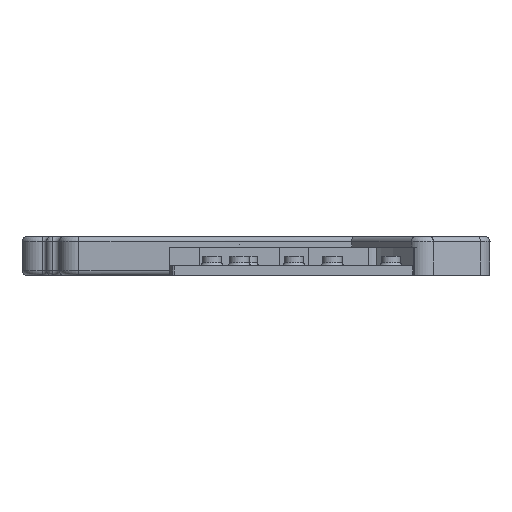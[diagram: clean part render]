
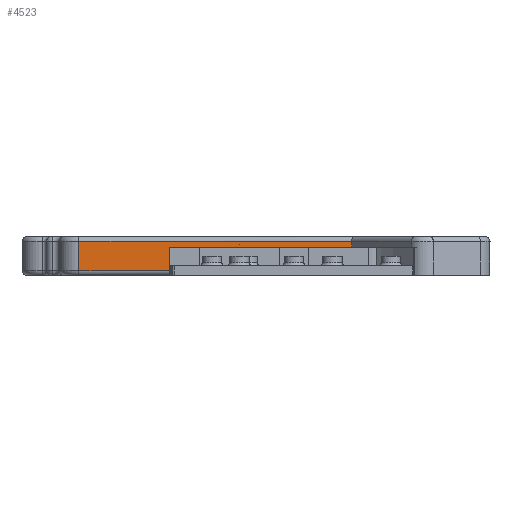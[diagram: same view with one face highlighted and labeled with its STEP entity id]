
A CAD part, left-side view. The second image highlights one B-rep face of the part: STEP entity #4523.
In plain terms, the highlighted planar face has unit normal (-1, 0, 0).
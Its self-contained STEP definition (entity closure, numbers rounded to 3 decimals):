
#764 = EDGE_CURVE('',#765,#767,#769,.T.);
#765 = VERTEX_POINT('',#766);
#766 = CARTESIAN_POINT('',(35.252,-83.477,5.8));
#767 = VERTEX_POINT('',#768);
#768 = CARTESIAN_POINT('',(35.252,-83.477,7.));
#769 = LINE('',#770,#771);
#770 = CARTESIAN_POINT('',(35.252,-83.477,0.));
#771 = VECTOR('',#772,1.);
#772 = DIRECTION('',(0.,0.,1.));
#841 = VERTEX_POINT('',#842);
#842 = CARTESIAN_POINT('',(35.252,-45.849,5.8));
#848 = EDGE_CURVE('',#765,#841,#849,.T.);
#849 = LINE('',#850,#851);
#850 = CARTESIAN_POINT('',(35.252,-72.578,5.8));
#851 = VECTOR('',#852,1.);
#852 = DIRECTION('',(0.,1.,0.));
#3263 = VERTEX_POINT('',#3264);
#3264 = CARTESIAN_POINT('',(35.252,-45.849,1.));
#3271 = EDGE_CURVE('',#3263,#3272,#3274,.T.);
#3272 = VERTEX_POINT('',#3273);
#3273 = CARTESIAN_POINT('',(35.252,-27.102,1.));
#3274 = LINE('',#3275,#3276);
#3275 = CARTESIAN_POINT('',(35.252,-45.849,1.));
#3276 = VECTOR('',#3277,1.);
#3277 = DIRECTION('',(0.,1.,0.));
#4523 = ADVANCED_FACE('',(#4524),#4549,.T.);
#4524 = FACE_BOUND('',#4525,.T.);
#4525 = EDGE_LOOP('',(#4526,#4532,#4533,#4534,#4542,#4548));
#4526 = ORIENTED_EDGE('',*,*,#4527,.T.);
#4527 = EDGE_CURVE('',#3263,#841,#4528,.T.);
#4528 = LINE('',#4529,#4530);
#4529 = CARTESIAN_POINT('',(35.252,-45.849,0.));
#4530 = VECTOR('',#4531,1.);
#4531 = DIRECTION('',(0.,0.,1.));
#4532 = ORIENTED_EDGE('',*,*,#848,.F.);
#4533 = ORIENTED_EDGE('',*,*,#764,.T.);
#4534 = ORIENTED_EDGE('',*,*,#4535,.T.);
#4535 = EDGE_CURVE('',#767,#4536,#4538,.T.);
#4536 = VERTEX_POINT('',#4537);
#4537 = CARTESIAN_POINT('',(35.252,-27.102,7.));
#4538 = LINE('',#4539,#4540);
#4539 = CARTESIAN_POINT('',(35.252,-83.477,7.));
#4540 = VECTOR('',#4541,1.);
#4541 = DIRECTION('',(0.,1.,0.));
#4542 = ORIENTED_EDGE('',*,*,#4543,.F.);
#4543 = EDGE_CURVE('',#3272,#4536,#4544,.T.);
#4544 = LINE('',#4545,#4546);
#4545 = CARTESIAN_POINT('',(35.252,-27.102,0.));
#4546 = VECTOR('',#4547,1.);
#4547 = DIRECTION('',(0.,0.,1.));
#4548 = ORIENTED_EDGE('',*,*,#3271,.F.);
#4549 = PLANE('',#4550);
#4550 = AXIS2_PLACEMENT_3D('',#4551,#4552,#4553);
#4551 = CARTESIAN_POINT('',(35.252,-83.477,0.));
#4552 = DIRECTION('',(-1.,0.,0.));
#4553 = DIRECTION('',(0.,1.,0.));
